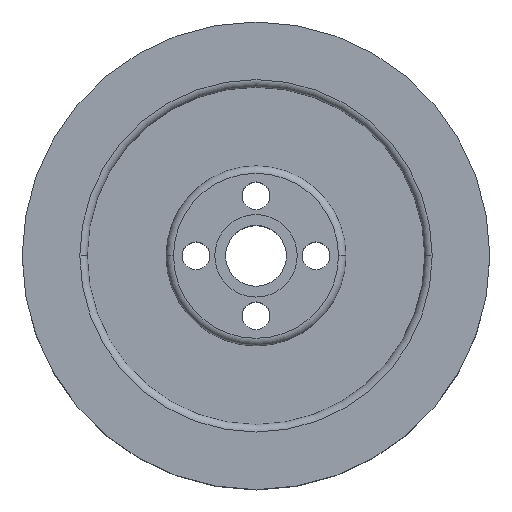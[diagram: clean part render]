
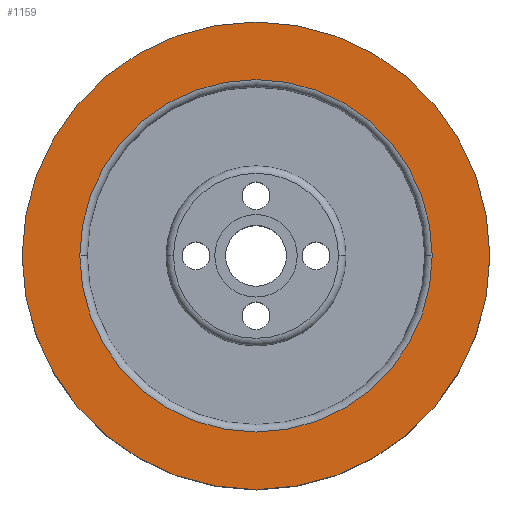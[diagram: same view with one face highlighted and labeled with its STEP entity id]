
A CAD part, top view. The second image highlights one B-rep face of the part: STEP entity #1159.
In plain terms, the highlighted planar face has unit normal (0, 0, 1).
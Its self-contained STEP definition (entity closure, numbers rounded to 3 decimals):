
#24 = CIRCLE ( 'NONE', #319, 31.18 ) ;
#38 = EDGE_CURVE ( 'NONE', #691, #633, #1254, .T. ) ;
#151 = CARTESIAN_POINT ( 'NONE',  ( 23.5, 0., 6.3 ) ) ;
#319 = AXIS2_PLACEMENT_3D ( 'NONE', #1019, #1369, #534 ) ;
#325 = EDGE_CURVE ( 'NONE', #633, #691, #24, .T. ) ;
#332 = EDGE_CURVE ( 'NONE', #399, #1465, #864, .T. ) ;
#390 = DIRECTION ( 'NONE',  ( 0., 0., -1. ) ) ;
#395 = AXIS2_PLACEMENT_3D ( 'NONE', #490, #850, #1334 ) ;
#399 = VERTEX_POINT ( 'NONE', #1280 ) ;
#469 = AXIS2_PLACEMENT_3D ( 'NONE', #881, #390, #1467 ) ;
#475 = ORIENTED_EDGE ( 'NONE', *, *, #38, .T. ) ;
#490 = CARTESIAN_POINT ( 'NONE',  ( 0., 0., 6.3 ) ) ;
#505 = EDGE_LOOP ( 'NONE', ( #1373, #475 ) ) ;
#525 = DIRECTION ( 'NONE',  ( 1., 0., 0. ) ) ;
#534 = DIRECTION ( 'NONE',  ( 1., 0., 0. ) ) ;
#583 = FACE_BOUND ( 'NONE', #1284, .T. ) ;
#599 = FACE_OUTER_BOUND ( 'NONE', #505, .T. ) ;
#607 = AXIS2_PLACEMENT_3D ( 'NONE', #1040, #1528, #1079 ) ;
#633 = VERTEX_POINT ( 'NONE', #1110 ) ;
#639 = AXIS2_PLACEMENT_3D ( 'NONE', #1350, #1139, #525 ) ;
#691 = VERTEX_POINT ( 'NONE', #1262 ) ;
#802 = PLANE ( 'NONE',  #607 ) ;
#850 = DIRECTION ( 'NONE',  ( 0., 0., 1. ) ) ;
#864 = CIRCLE ( 'NONE', #639, 23.5 ) ;
#881 = CARTESIAN_POINT ( 'NONE',  ( 0., 0., 6.3 ) ) ;
#1019 = CARTESIAN_POINT ( 'NONE',  ( 0., 0., 6.3 ) ) ;
#1040 = CARTESIAN_POINT ( 'NONE',  ( 0., 0., 6.3 ) ) ;
#1079 = DIRECTION ( 'NONE',  ( 1., 0., 0. ) ) ;
#1110 = CARTESIAN_POINT ( 'NONE',  ( -31.18, 0., 6.3 ) ) ;
#1139 = DIRECTION ( 'NONE',  ( 0., 0., -1. ) ) ;
#1159 = ADVANCED_FACE ( 'NONE', ( #583, #599 ), #802, .T. ) ;
#1254 = CIRCLE ( 'NONE', #395, 31.18 ) ;
#1262 = CARTESIAN_POINT ( 'NONE',  ( 31.18, 0., 6.3 ) ) ;
#1280 = CARTESIAN_POINT ( 'NONE',  ( -23.5, 0., 6.3 ) ) ;
#1284 = EDGE_LOOP ( 'NONE', ( #1545, #1320 ) ) ;
#1320 = ORIENTED_EDGE ( 'NONE', *, *, #332, .T. ) ;
#1334 = DIRECTION ( 'NONE',  ( 1., 0., 0. ) ) ;
#1350 = CARTESIAN_POINT ( 'NONE',  ( 0., 0., 6.3 ) ) ;
#1369 = DIRECTION ( 'NONE',  ( 0., 0., 1. ) ) ;
#1373 = ORIENTED_EDGE ( 'NONE', *, *, #325, .T. ) ;
#1465 = VERTEX_POINT ( 'NONE', #151 ) ;
#1467 = DIRECTION ( 'NONE',  ( 1., 0., 0. ) ) ;
#1476 = EDGE_CURVE ( 'NONE', #1465, #399, #1556, .T. ) ;
#1528 = DIRECTION ( 'NONE',  ( 0., 0., 1. ) ) ;
#1545 = ORIENTED_EDGE ( 'NONE', *, *, #1476, .T. ) ;
#1556 = CIRCLE ( 'NONE', #469, 23.5 ) ;
